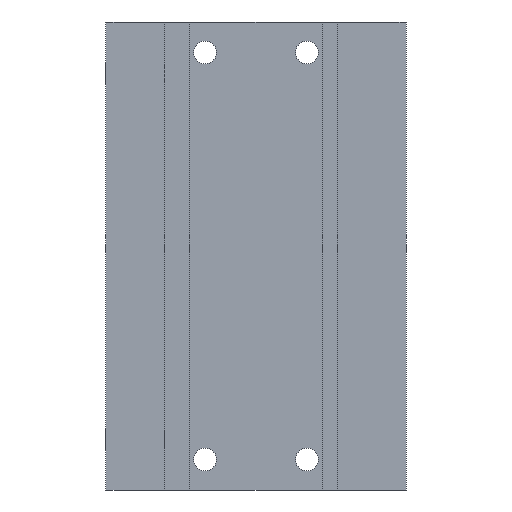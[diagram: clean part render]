
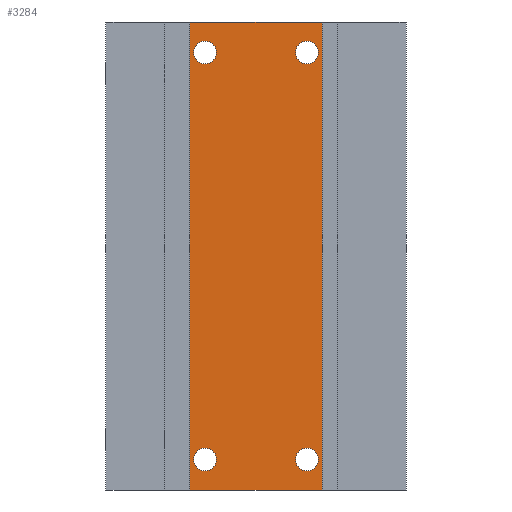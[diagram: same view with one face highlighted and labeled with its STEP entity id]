
A CAD part, front view. The second image highlights one B-rep face of the part: STEP entity #3284.
In plain terms, the highlighted planar face has unit normal (0, -1, 0).
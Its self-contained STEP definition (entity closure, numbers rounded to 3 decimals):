
#68=LINE('',#4793,#154);
#70=LINE('',#4797,#156);
#71=LINE('',#4799,#157);
#72=LINE('',#4801,#158);
#154=VECTOR('',#4196,1000.);
#156=VECTOR('',#4200,1000.);
#157=VECTOR('',#4201,1000.);
#158=VECTOR('',#4202,1000.);
#299=PLANE('',#3579);
#641=ORIENTED_EDGE('',*,*,#923,.T.);
#642=ORIENTED_EDGE('',*,*,#922,.T.);
#643=ORIENTED_EDGE('',*,*,#921,.T.);
#644=ORIENTED_EDGE('',*,*,#920,.T.);
#645=ORIENTED_EDGE('',*,*,#939,.F.);
#646=ORIENTED_EDGE('',*,*,#941,.T.);
#647=ORIENTED_EDGE('',*,*,#942,.T.);
#648=ORIENTED_EDGE('',*,*,#943,.T.);
#920=EDGE_CURVE('',#1148,#1148,#1314,.T.);
#921=EDGE_CURVE('',#1149,#1149,#1315,.T.);
#922=EDGE_CURVE('',#1150,#1150,#1316,.T.);
#923=EDGE_CURVE('',#1151,#1151,#1317,.T.);
#939=EDGE_CURVE('',#1165,#1166,#68,.T.);
#941=EDGE_CURVE('',#1165,#1167,#70,.T.);
#942=EDGE_CURVE('',#1167,#1168,#71,.T.);
#943=EDGE_CURVE('',#1168,#1166,#72,.T.);
#1148=VERTEX_POINT('',#4727);
#1149=VERTEX_POINT('',#4730);
#1150=VERTEX_POINT('',#4733);
#1151=VERTEX_POINT('',#4736);
#1165=VERTEX_POINT('',#4792);
#1166=VERTEX_POINT('',#4794);
#1167=VERTEX_POINT('',#4798);
#1168=VERTEX_POINT('',#4800);
#1314=CIRCLE('',#3538,2.25);
#1315=CIRCLE('',#3540,2.25);
#1316=CIRCLE('',#3542,2.25);
#1317=CIRCLE('',#3544,2.25);
#1598=EDGE_LOOP('',(#641));
#1599=EDGE_LOOP('',(#642));
#1600=EDGE_LOOP('',(#643));
#1601=EDGE_LOOP('',(#644));
#1602=EDGE_LOOP('',(#645,#646,#647,#648));
#1918=FACE_BOUND('',#1598,.T.);
#1919=FACE_BOUND('',#1599,.T.);
#1920=FACE_BOUND('',#1600,.T.);
#1921=FACE_BOUND('',#1601,.T.);
#1922=FACE_BOUND('',#1602,.T.);
#3284=ADVANCED_FACE('',(#1918,#1919,#1920,#1921,#1922),#299,.T.);
#3538=AXIS2_PLACEMENT_3D('',#4726,#4106,#4107);
#3540=AXIS2_PLACEMENT_3D('',#4729,#4110,#4111);
#3542=AXIS2_PLACEMENT_3D('',#4732,#4114,#4115);
#3544=AXIS2_PLACEMENT_3D('',#4735,#4118,#4119);
#3579=AXIS2_PLACEMENT_3D('',#4796,#4198,#4199);
#4106=DIRECTION('',(0.,1.,0.));
#4107=DIRECTION('',(1.,0.,0.));
#4110=DIRECTION('',(0.,1.,0.));
#4111=DIRECTION('',(1.,0.,0.));
#4114=DIRECTION('',(0.,1.,0.));
#4115=DIRECTION('',(1.,0.,0.));
#4118=DIRECTION('',(0.,1.,0.));
#4119=DIRECTION('',(1.,0.,0.));
#4196=DIRECTION('',(0.,0.,1.));
#4198=DIRECTION('',(0.,-1.,0.));
#4199=DIRECTION('',(0.,0.,-1.));
#4200=DIRECTION('',(1.,0.,0.));
#4201=DIRECTION('',(0.,0.,1.));
#4202=DIRECTION('',(-1.,0.,0.));
#4726=CARTESIAN_POINT('',(10.,9.,109.));
#4727=CARTESIAN_POINT('',(12.25,9.,109.));
#4729=CARTESIAN_POINT('',(-10.,9.,109.));
#4730=CARTESIAN_POINT('',(-7.75,9.,109.));
#4732=CARTESIAN_POINT('',(10.,9.,29.));
#4733=CARTESIAN_POINT('',(12.25,9.,29.));
#4735=CARTESIAN_POINT('',(-10.,9.,29.));
#4736=CARTESIAN_POINT('',(-7.75,9.,29.));
#4792=CARTESIAN_POINT('',(-13.,9.,23.));
#4793=CARTESIAN_POINT('',(-13.,9.,0.));
#4794=CARTESIAN_POINT('',(-13.,9.,115.));
#4796=CARTESIAN_POINT('',(13.,9.,0.));
#4797=CARTESIAN_POINT('',(-13.,9.,23.));
#4798=CARTESIAN_POINT('',(13.,9.,23.));
#4799=CARTESIAN_POINT('',(13.,9.,0.));
#4800=CARTESIAN_POINT('',(13.,9.,115.));
#4801=CARTESIAN_POINT('',(13.,9.,115.));
